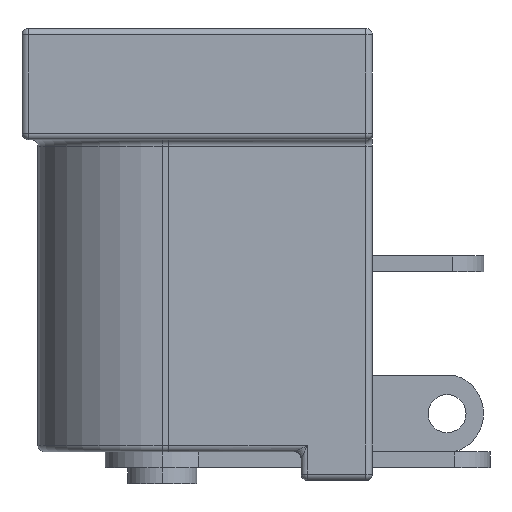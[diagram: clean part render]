
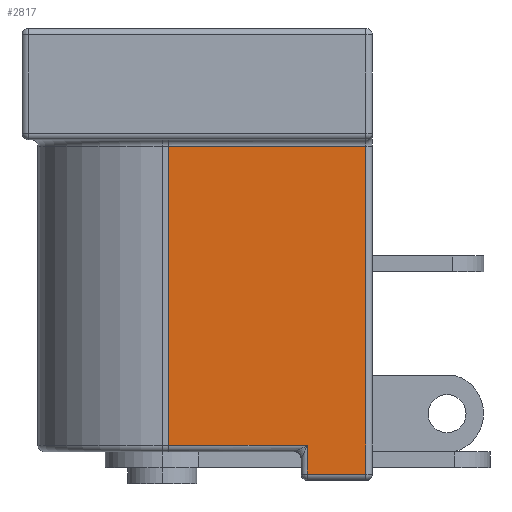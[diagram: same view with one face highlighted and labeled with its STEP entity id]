
A CAD part, left-side view. The second image highlights one B-rep face of the part: STEP entity #2817.
In plain terms, the highlighted planar face has unit normal (-1, 0, 0).
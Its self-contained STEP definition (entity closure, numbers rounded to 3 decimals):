
#4 = VECTOR ( 'NONE', #884, 1000. ) ;
#64 = LINE ( 'NONE', #6397, #5117 ) ;
#207 = CARTESIAN_POINT ( 'NONE',  ( -3.9, -5.3, -14. ) ) ;
#737 = LINE ( 'NONE', #6118, #4 ) ;
#884 = DIRECTION ( 'NONE',  ( 0., 0., 1. ) ) ;
#1091 = ORIENTED_EDGE ( 'NONE', *, *, #4085, .T. ) ;
#1187 = VERTEX_POINT ( 'NONE', #207 ) ;
#1200 = VECTOR ( 'NONE', #6879, 1000. ) ;
#1403 = DIRECTION ( 'NONE',  ( 0., 0., -1. ) ) ;
#1418 = DIRECTION ( 'NONE',  ( 1., 0., 0. ) ) ;
#1443 = CARTESIAN_POINT ( 'NONE',  ( -3.9, 0.9, -3.7 ) ) ;
#1744 = CARTESIAN_POINT ( 'NONE',  ( -3.9, 0.9, -13.1 ) ) ;
#1859 = LINE ( 'NONE', #2424, #7019 ) ;
#1900 = VECTOR ( 'NONE', #2012, 1000. ) ;
#1926 = VERTEX_POINT ( 'NONE', #1744 ) ;
#2012 = DIRECTION ( 'NONE',  ( 0., -1., 0. ) ) ;
#2189 = EDGE_CURVE ( 'NONE', #1926, #4521, #4896, .T. ) ;
#2253 = EDGE_CURVE ( 'NONE', #4688, #2841, #5777, .T. ) ;
#2336 = EDGE_CURVE ( 'NONE', #1926, #2841, #737, .T. ) ;
#2367 = ORIENTED_EDGE ( 'NONE', *, *, #6351, .T. ) ;
#2424 = CARTESIAN_POINT ( 'NONE',  ( -3.9, -3.465, -13.3 ) ) ;
#2454 = VERTEX_POINT ( 'NONE', #4689 ) ;
#2648 = AXIS2_PLACEMENT_3D ( 'NONE', #7257, #1418, #3228 ) ;
#2722 = LINE ( 'NONE', #5691, #1200 ) ;
#2817 = ADVANCED_FACE ( 'NONE', ( #5229 ), #4413, .F. ) ;
#2841 = VERTEX_POINT ( 'NONE', #1443 ) ;
#3086 = CARTESIAN_POINT ( 'NONE',  ( -3.9, 0.9, -3.7 ) ) ;
#3157 = ORIENTED_EDGE ( 'NONE', *, *, #2253, .T. ) ;
#3228 = DIRECTION ( 'NONE',  ( 0., 0., -1. ) ) ;
#3517 = EDGE_LOOP ( 'NONE', ( #1091, #3157, #4231, #7256, #6685, #2367 ) ) ;
#4085 = EDGE_CURVE ( 'NONE', #1187, #4688, #64, .T. ) ;
#4088 = DIRECTION ( 'NONE',  ( 0., 0., 1. ) ) ;
#4231 = ORIENTED_EDGE ( 'NONE', *, *, #2336, .F. ) ;
#4301 = DIRECTION ( 'NONE',  ( 0., 1., 0. ) ) ;
#4413 = PLANE ( 'NONE',  #2648 ) ;
#4521 = VERTEX_POINT ( 'NONE', #5851 ) ;
#4688 = VERTEX_POINT ( 'NONE', #6982 ) ;
#4689 = CARTESIAN_POINT ( 'NONE',  ( -3.9, -3.465, -14. ) ) ;
#4746 = EDGE_CURVE ( 'NONE', #4521, #2454, #1859, .T. ) ;
#4896 = LINE ( 'NONE', #5378, #1900 ) ;
#5117 = VECTOR ( 'NONE', #4088, 1000. ) ;
#5229 = FACE_OUTER_BOUND ( 'NONE', #3517, .T. ) ;
#5378 = CARTESIAN_POINT ( 'NONE',  ( -3.9, -5.5, -13.1 ) ) ;
#5691 = CARTESIAN_POINT ( 'NONE',  ( -3.9, -5.5, -14. ) ) ;
#5777 = LINE ( 'NONE', #3086, #6139 ) ;
#5851 = CARTESIAN_POINT ( 'NONE',  ( -3.9, -3.465, -13.1 ) ) ;
#6118 = CARTESIAN_POINT ( 'NONE',  ( -3.9, 0.9, -13.3 ) ) ;
#6139 = VECTOR ( 'NONE', #4301, 1000. ) ;
#6351 = EDGE_CURVE ( 'NONE', #2454, #1187, #2722, .T. ) ;
#6397 = CARTESIAN_POINT ( 'NONE',  ( -3.9, -5.3, -3.5 ) ) ;
#6685 = ORIENTED_EDGE ( 'NONE', *, *, #4746, .T. ) ;
#6879 = DIRECTION ( 'NONE',  ( 0., -1., 0. ) ) ;
#6982 = CARTESIAN_POINT ( 'NONE',  ( -3.9, -5.3, -3.7 ) ) ;
#7019 = VECTOR ( 'NONE', #1403, 1000. ) ;
#7256 = ORIENTED_EDGE ( 'NONE', *, *, #2189, .T. ) ;
#7257 = CARTESIAN_POINT ( 'NONE',  ( -3.9, -5.5, -13.3 ) ) ;
